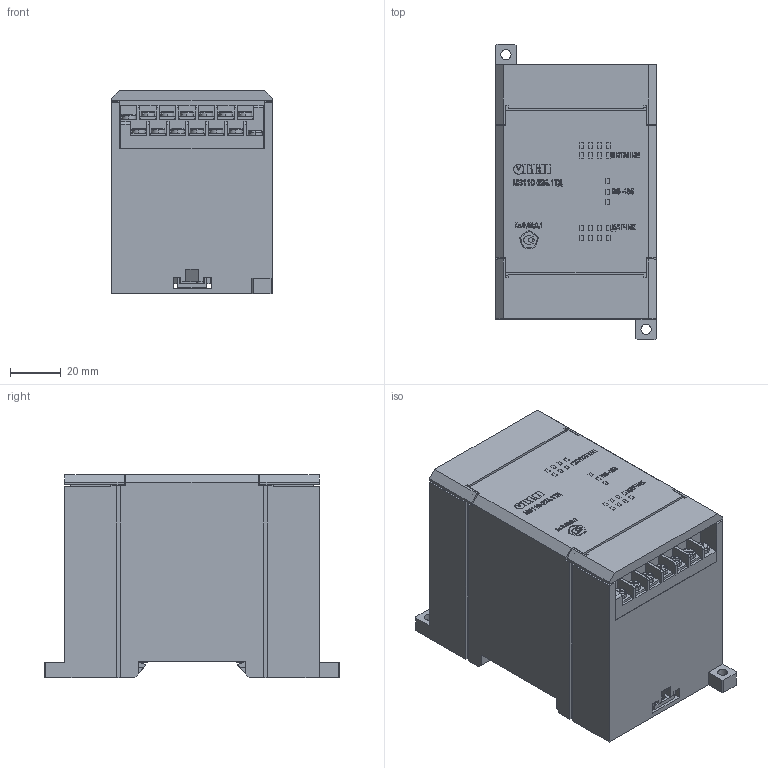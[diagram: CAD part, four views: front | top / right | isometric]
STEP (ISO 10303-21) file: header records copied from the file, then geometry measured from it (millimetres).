
FILE_DESCRIPTION (( 'STEP AP214' ), '1' );
FILE_NAME ('3D ぅ 寕110-224.1拕 [M01].STEP', '2021-02-16T09:41:24', ( '' ), ( '' ), 'SwSTEP 2.0', 'SolidWorks 2015', '' );
FILE_SCHEMA (( 'AUTOMOTIVE_DESIGN' ));
Length unit declared in the file: millimetre
Products named in the file (5): 3D ぅ 寕110-224.1拕 [M01]; Š®à¯ãá Œx110 (Œ01); ����⪠ ��-12 (�01); ‡ é¥«ª  Din (M01); Šàëèª  Œå110 (Œ01)
Assembly tree (7 placements, depth 2):
  3D ぅ 寕110-224.1拕 [M01]
    Š®à¯ãá Œx110 (Œ01)
    ‡ é¥«ª  Din (M01)  x2
    ����⪠ ��-12 (�01)  x2
    Šàëèª  Œå110 (Œ01)  x2
Bounding box: 63 x 115.81 x 79.73 mm (x, y, z)
Volume: 458515.3 mm3; surface area: 66527.3 mm2
Topology: 35 solids, 35 shells, 2434 faces, 6983 edges, 4739 vertices
Faces by surface type: plane 2104, cylinder 162, torus 92, cone 52, bspline 24
Entity records: 81793 total; most frequent: CARTESIAN_POINT 12429, ORIENTED_EDGE 11338, DIRECTION 9671, EDGE_CURVE 5669, LINE 5097, VECTOR 5097, VERTEX_POINT 3869, AXIS2_PLACEMENT_3D 2287
